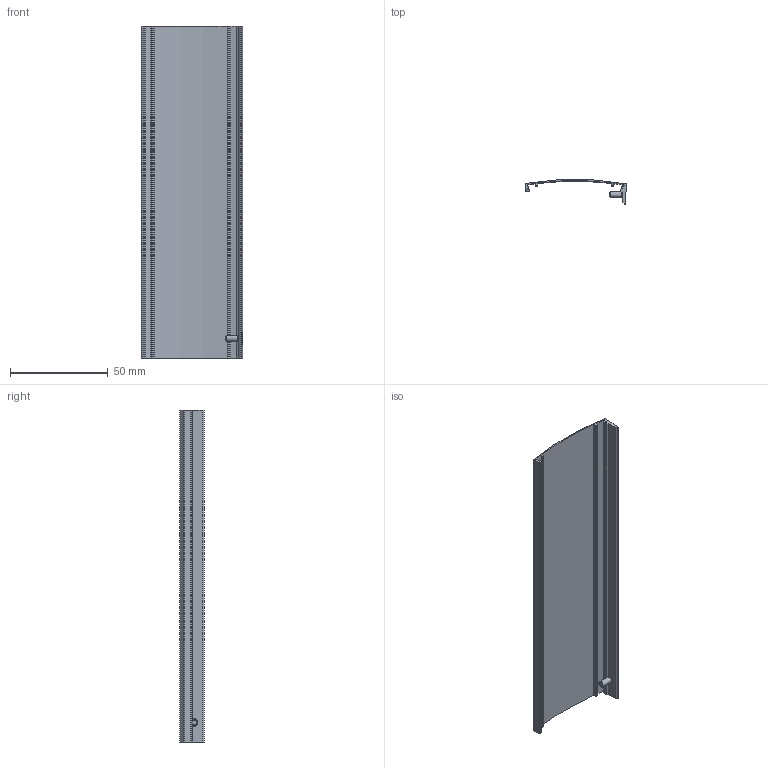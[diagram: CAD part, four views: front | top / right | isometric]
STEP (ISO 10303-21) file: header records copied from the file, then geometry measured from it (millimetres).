
FILE_DESCRIPTION(/* description */ ('STEP AP214'),/* implementation_level */ '2;1');
FILE_NAME(/* name */ '1090732_DADS-AB-G6-12-150',/* time_stamp */ '2024-08-05T14:49:15+02:00',/* author */ ('License CC BY-ND 4.0'),/* organization */ ('CADENAS'),/* preprocessor_version */ 'ST-DEVELOPER v19.3',/* originating_system */ 'PARTsolutions',/* authorisation */ ' ');
FILE_SCHEMA (('AUTOMOTIVE_DESIGN {1 0 10303 214 3 1 1}'));
Length unit declared in the file: millimetre
Products named in the file (3): 1090732 DADS-AB-G6-12-150; 1154406 DADS-AB-G6-12-150---(P); Senkschraube DIN 7991 M3x8
Assembly tree (2 placements, depth 2):
  1090732 DADS-AB-G6-12-150
    1154406 DADS-AB-G6-12-150---(P)
    Senkschraube DIN 7991 M3x8
Bounding box: 51.74 x 12.34 x 170 mm (x, y, z)
Volume: 10156.9 mm3; surface area: 23801.8 mm2
Topology: 2 solids, 2 shells, 79 faces, 219 edges, 143 vertices
Faces by surface type: plane 39, cylinder 34, cone 5, torus 1
Full cylindrical faces by diameter (mm): 3 x1, 6 x1
Entity records: 2558 total; most frequent: CARTESIAN_POINT 469, DIRECTION 437, ORIENTED_EDGE 412, EDGE_CURVE 206, AXIS2_PLACEMENT_3D 160, VERTEX_POINT 139, LINE 117, VECTOR 117
